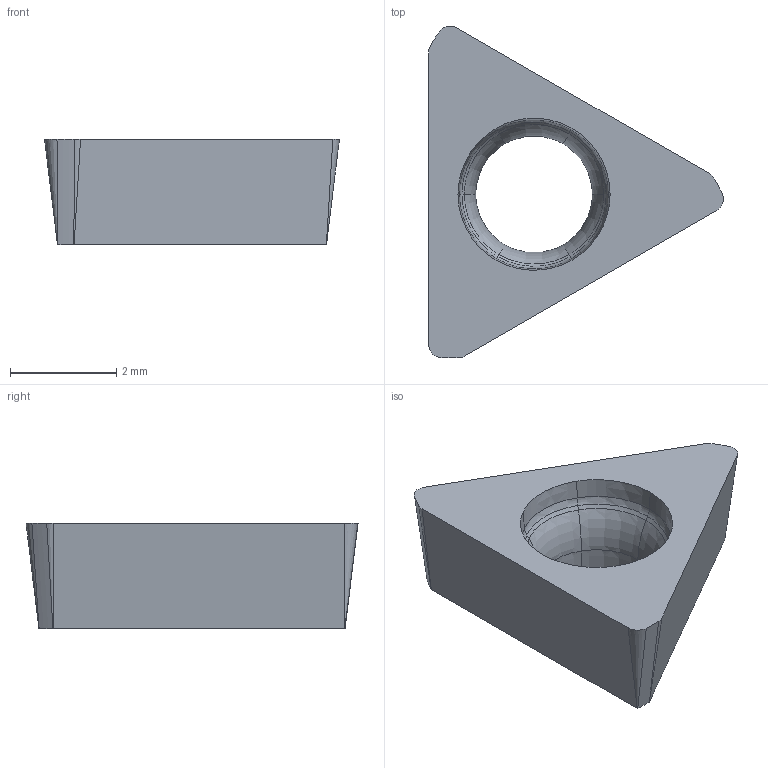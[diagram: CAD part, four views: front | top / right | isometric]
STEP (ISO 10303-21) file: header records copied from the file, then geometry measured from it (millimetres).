
FILE_DESCRIPTION(/* description */ (''),/* implementation_level */ '2;1');
FILE_NAME(/* name */ 'aaa337562_b.stp',/* time_stamp */ '2019-09-16T14:36:29+02:00',/* author */ (''),/* organization */ ('SMS'),/* preprocessor_version */ 'ST-DEVELOPER v16.7',/* originating_system */ 'SIEMENS PLM Software NX 12.0',/* authorisation */ '');
FILE_SCHEMA (('AUTOMOTIVE_DESIGN { 1 0 10303 214 3 1 1 1 }'));
Length unit declared in the file: millimetre
Products named in the file (1): AAA337562_B
Bounding box: 5.55 x 6.25 x 1.98 mm (x, y, z)
Volume: 26 mm3; surface area: 77.4 mm2
Topology: 1 solids, 1 shells, 44 faces, 106 edges, 66 vertices
Faces by surface type: bspline 30, cone 9, plane 5
Entity records: 4392 total; most frequent: CARTESIAN_POINT 3526, ORIENTED_EDGE 210, EDGE_CURVE 105, DIRECTION 91, B_SPLINE_CURVE_WITH_KNOTS 67, VERTEX_POINT 63, EDGE_LOOP 46, ADVANCED_FACE 44
